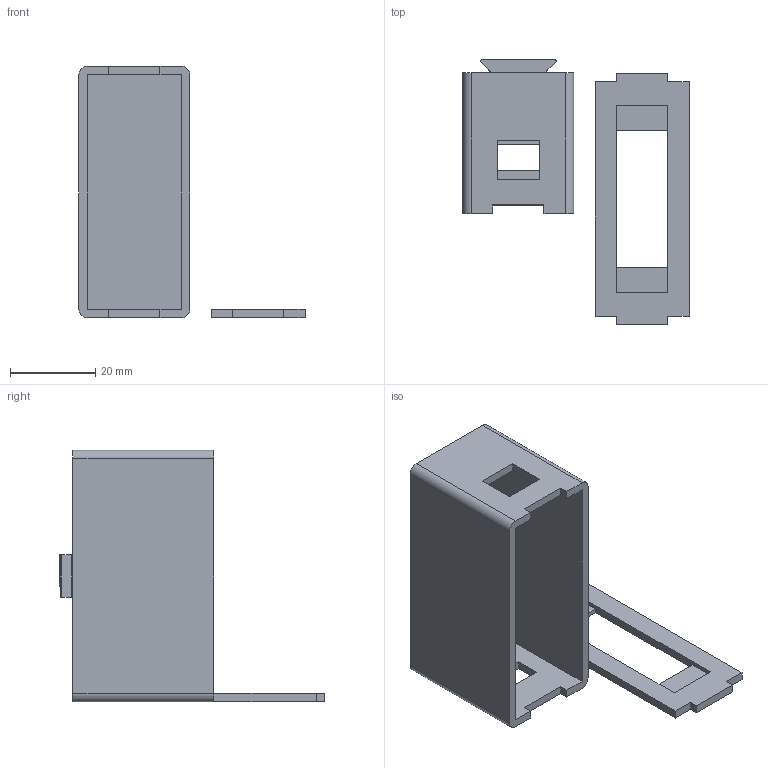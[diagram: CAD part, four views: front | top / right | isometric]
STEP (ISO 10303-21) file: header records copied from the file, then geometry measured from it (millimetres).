
FILE_DESCRIPTION(/* description */ (''),/* implementation_level */ '2;1');
FILE_NAME(/* name */ 'enclosure.step',/* time_stamp */ '2025-12-20T12:36:31-05:00',/* author */ (''),/* organization */ (''),/* preprocessor_version */ 'ST-DEVELOPER v20.1',/* originating_system */ 'Autodesk Translation Framework v14.21.0.0',/* authorisation */ '');
FILE_SCHEMA (('AUTOMOTIVE_DESIGN { 1 0 10303 214 3 1 1 }'));
Length unit declared in the file: millimetre
Products named in the file (1): enclosure
Bounding box: 53 x 62.2 x 59 mm (x, y, z)
Volume: 14651.9 mm3; surface area: 15560.1 mm2
Topology: 2 solids, 2 shells, 67 faces, 186 edges, 124 vertices
Faces by surface type: plane 54, cylinder 11, bspline 2
Entity records: 2178 total; most frequent: CARTESIAN_POINT 394, ORIENTED_EDGE 372, DIRECTION 344, EDGE_CURVE 186, LINE 160, VECTOR 160, VERTEX_POINT 124, AXIS2_PLACEMENT_3D 92
